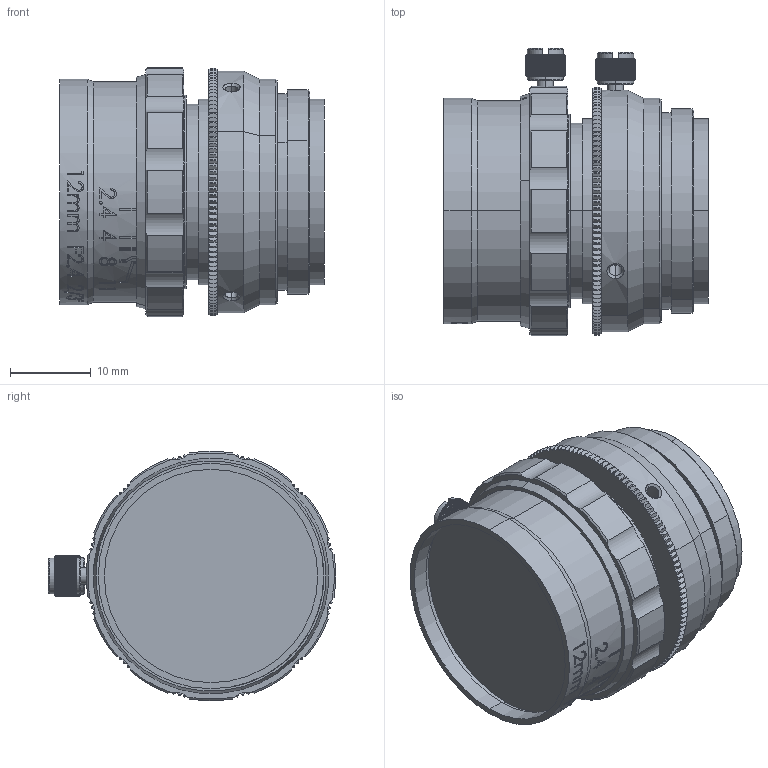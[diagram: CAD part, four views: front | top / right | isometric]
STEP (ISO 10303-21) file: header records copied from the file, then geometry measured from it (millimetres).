
FILE_DESCRIPTION (( 'STEP AP203' ), '1' );
FILE_NAME ('1105.STEP', '2023-08-07T02:11:34', ( '' ), ( '' ), 'SwSTEP 2.0', 'SolidWorks 2018', '' );
FILE_SCHEMA (( 'CONFIG_CONTROL_DESIGN' ));
Length unit declared in the file: millimetre
Products named in the file (5): 翋噩芠; 嫖擊坶踡隊_V1; 潠眢C諉諳-8.5_V03; 1105; 嫖擊覃誹遠
Assembly tree (5 placements, depth 2):
  1105
    翋噩芠
    潠眢C諉諳-8.5_V03
    嫖擊覃誹遠
    嫖擊坶踡隊_V1  x2
Bounding box: 32.8 x 35.67 x 30.95 mm (x, y, z)
Volume: 18051.8 mm3; surface area: 8876 mm2
Topology: 5 solids, 5 shells, 1933 faces, 4935 edges, 3062 vertices
Faces by surface type: plane 754, cone 652, cylinder 413, bspline 114
Entity records: 60306 total; most frequent: CARTESIAN_POINT 24248, ORIENTED_EDGE 8002, DIRECTION 6701, EDGE_CURVE 4001, AXIS2_PLACEMENT_3D 2598, VERTEX_POINT 2549, EDGE_LOOP 1570, ADVANCED_FACE 1509
